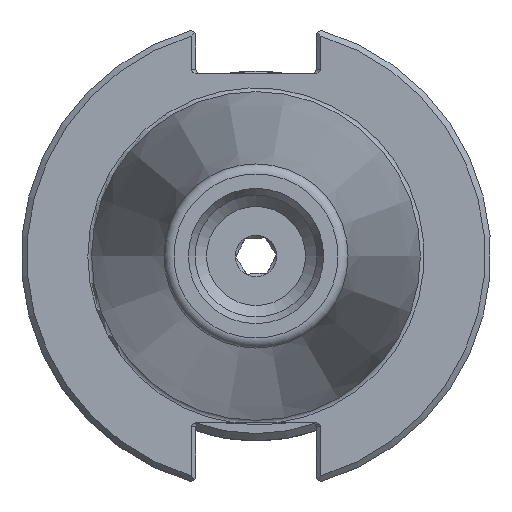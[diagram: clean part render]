
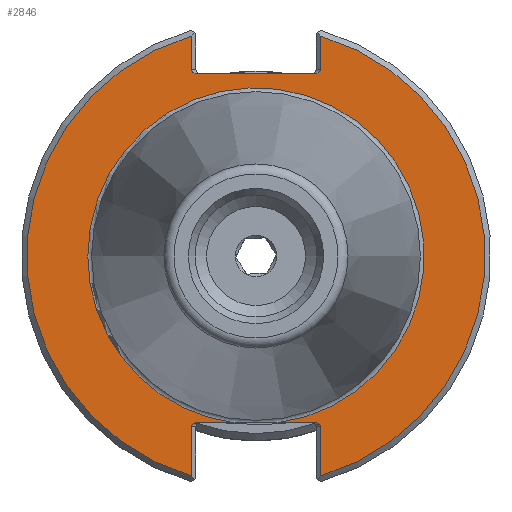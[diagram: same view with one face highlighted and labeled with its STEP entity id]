
A CAD part, left-side view. The second image highlights one B-rep face of the part: STEP entity #2846.
In plain terms, the highlighted planar face has unit normal (-1, 0, 0).
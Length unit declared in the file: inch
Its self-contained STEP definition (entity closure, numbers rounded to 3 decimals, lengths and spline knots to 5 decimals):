
#116=ELLIPSE('',#3058,0.02828,0.02);
#117=ELLIPSE('',#3060,0.02828,0.02);
#118=ELLIPSE('',#3061,0.02828,0.02);
#119=ELLIPSE('',#3063,0.02828,0.02);
#136=LINE('',#4202,#288);
#142=LINE('',#4230,#294);
#143=LINE('',#4234,#295);
#144=LINE('',#4238,#296);
#145=LINE('',#4243,#297);
#146=LINE('',#4247,#298);
#147=LINE('',#4250,#299);
#288=VECTOR('',#3416,0.63343);
#294=VECTOR('',#3430,0.205);
#295=VECTOR('',#3433,0.2622);
#296=VECTOR('',#3436,0.1782);
#297=VECTOR('',#3441,0.1782);
#298=VECTOR('',#3444,0.2622);
#299=VECTOR('',#3447,0.205);
#501=PLANE('',#3057);
#692=FACE_OUTER_BOUND('',#891,.T.);
#891=EDGE_LOOP('',(#1948,#1949,#1950,#1951,#1952,#1953,#1954,#1955,#1956,
#1957,#1958,#1959,#1960,#1961));
#1112=CIRCLE('',#3055,0.895);
#1114=CIRCLE('',#3059,1.22);
#1115=CIRCLE('',#3062,1.22);
#1238=VERTEX_POINT('',#4198);
#1240=VERTEX_POINT('',#4201);
#1244=VERTEX_POINT('',#4212);
#1245=VERTEX_POINT('',#4213);
#1247=VERTEX_POINT('',#4229);
#1248=VERTEX_POINT('',#4231);
#1249=VERTEX_POINT('',#4233);
#1250=VERTEX_POINT('',#4235);
#1251=VERTEX_POINT('',#4237);
#1252=VERTEX_POINT('',#4240);
#1253=VERTEX_POINT('',#4242);
#1254=VERTEX_POINT('',#4244);
#1255=VERTEX_POINT('',#4246);
#1256=VERTEX_POINT('',#4248);
#1517=EDGE_CURVE('',#1238,#1240,#136,.T.);
#1524=EDGE_CURVE('',#1244,#1245,#1112,.T.);
#1526=EDGE_CURVE('',#1247,#1244,#142,.T.);
#1527=EDGE_CURVE('',#1248,#1247,#116,.T.);
#1528=EDGE_CURVE('',#1249,#1248,#143,.T.);
#1529=EDGE_CURVE('',#1250,#1249,#1114,.T.);
#1530=EDGE_CURVE('',#1251,#1250,#144,.T.);
#1531=EDGE_CURVE('',#1240,#1251,#117,.T.);
#1532=EDGE_CURVE('',#1252,#1238,#118,.T.);
#1533=EDGE_CURVE('',#1253,#1252,#145,.T.);
#1534=EDGE_CURVE('',#1254,#1253,#1115,.T.);
#1535=EDGE_CURVE('',#1255,#1254,#146,.T.);
#1536=EDGE_CURVE('',#1256,#1255,#119,.T.);
#1537=EDGE_CURVE('',#1245,#1256,#147,.T.);
#1948=ORIENTED_EDGE('',*,*,#1524,.F.);
#1949=ORIENTED_EDGE('',*,*,#1526,.F.);
#1950=ORIENTED_EDGE('',*,*,#1527,.F.);
#1951=ORIENTED_EDGE('',*,*,#1528,.F.);
#1952=ORIENTED_EDGE('',*,*,#1529,.F.);
#1953=ORIENTED_EDGE('',*,*,#1530,.F.);
#1954=ORIENTED_EDGE('',*,*,#1531,.F.);
#1955=ORIENTED_EDGE('',*,*,#1517,.F.);
#1956=ORIENTED_EDGE('',*,*,#1532,.F.);
#1957=ORIENTED_EDGE('',*,*,#1533,.F.);
#1958=ORIENTED_EDGE('',*,*,#1534,.F.);
#1959=ORIENTED_EDGE('',*,*,#1535,.F.);
#1960=ORIENTED_EDGE('',*,*,#1536,.F.);
#1961=ORIENTED_EDGE('',*,*,#1537,.F.);
#2846=ADVANCED_FACE('',(#692),#501,.T.);
#3055=AXIS2_PLACEMENT_3D('',#4225,#3424,#3425);
#3057=AXIS2_PLACEMENT_3D('',#4228,#3428,#3429);
#3058=AXIS2_PLACEMENT_3D('',#4232,#3431,#3432);
#3059=AXIS2_PLACEMENT_3D('',#4236,#3434,#3435);
#3060=AXIS2_PLACEMENT_3D('',#4239,#3437,#3438);
#3061=AXIS2_PLACEMENT_3D('',#4241,#3439,#3440);
#3062=AXIS2_PLACEMENT_3D('',#4245,#3442,#3443);
#3063=AXIS2_PLACEMENT_3D('',#4249,#3445,#3446);
#3416=DIRECTION('',(0.,-1.,0.));
#3424=DIRECTION('center_axis',(-1.,0.,0.));
#3425=DIRECTION('ref_axis',(0.,-1.,0.));
#3428=DIRECTION('center_axis',(-1.,0.,0.));
#3429=DIRECTION('ref_axis',(0.,0.,1.));
#3430=DIRECTION('',(0.,1.,0.));
#3431=DIRECTION('center_axis',(-1.,0.,0.));
#3432=DIRECTION('ref_axis',(0.,-1.,0.));
#3433=DIRECTION('',(0.,0.,1.));
#3434=DIRECTION('center_axis',(1.,0.,0.));
#3435=DIRECTION('ref_axis',(0.,-1.,0.));
#3436=DIRECTION('',(0.,0.,1.));
#3437=DIRECTION('center_axis',(-1.,0.,0.));
#3438=DIRECTION('ref_axis',(0.,-1.,0.));
#3439=DIRECTION('center_axis',(-1.,0.,0.));
#3440=DIRECTION('ref_axis',(0.,1.,0.));
#3441=DIRECTION('',(0.,0.,-1.));
#3442=DIRECTION('center_axis',(1.,0.,0.));
#3443=DIRECTION('ref_axis',(0.,1.,0.));
#3444=DIRECTION('',(0.,0.,-1.));
#3445=DIRECTION('center_axis',(-1.,0.,0.));
#3446=DIRECTION('ref_axis',(0.,1.,0.));
#3447=DIRECTION('',(0.,1.,0.));
#4198=CARTESIAN_POINT('',(0.125,0.31672,0.972));
#4201=CARTESIAN_POINT('',(0.125,-0.31672,0.972));
#4202=CARTESIAN_POINT('',(0.125,0.53125,0.972));
#4212=CARTESIAN_POINT('',(0.125,-0.11172,-0.888));
#4213=CARTESIAN_POINT('',(0.125,0.11172,-0.888));
#4225=CARTESIAN_POINT('Origin',(0.125,0.,0.));
#4228=CARTESIAN_POINT('Origin',(0.125,1.0625,0.));
#4229=CARTESIAN_POINT('',(0.125,-0.31672,-0.888));
#4230=CARTESIAN_POINT('',(0.125,0.53125,-0.888));
#4231=CARTESIAN_POINT('',(0.125,-0.345,-0.908));
#4232=CARTESIAN_POINT('Origin',(0.125,-0.31672,-0.908));
#4233=CARTESIAN_POINT('',(0.125,-0.345,-1.1702));
#4234=CARTESIAN_POINT('',(0.125,-0.345,-0.444));
#4235=CARTESIAN_POINT('',(0.125,-0.345,1.1702));
#4236=CARTESIAN_POINT('Origin',(0.125,0.,0.));
#4237=CARTESIAN_POINT('',(0.125,-0.345,0.992));
#4238=CARTESIAN_POINT('',(0.125,-0.345,0.486));
#4239=CARTESIAN_POINT('Origin',(0.125,-0.31672,0.992));
#4240=CARTESIAN_POINT('',(0.125,0.345,0.992));
#4241=CARTESIAN_POINT('Origin',(0.125,0.31672,0.992));
#4242=CARTESIAN_POINT('',(0.125,0.345,1.1702));
#4243=CARTESIAN_POINT('',(0.125,0.345,0.486));
#4244=CARTESIAN_POINT('',(0.125,0.345,-1.1702));
#4245=CARTESIAN_POINT('Origin',(0.125,0.,0.));
#4246=CARTESIAN_POINT('',(0.125,0.345,-0.908));
#4247=CARTESIAN_POINT('',(0.125,0.345,-0.444));
#4248=CARTESIAN_POINT('',(0.125,0.31672,-0.888));
#4249=CARTESIAN_POINT('Origin',(0.125,0.31672,-0.908));
#4250=CARTESIAN_POINT('',(0.125,0.53125,-0.888));
